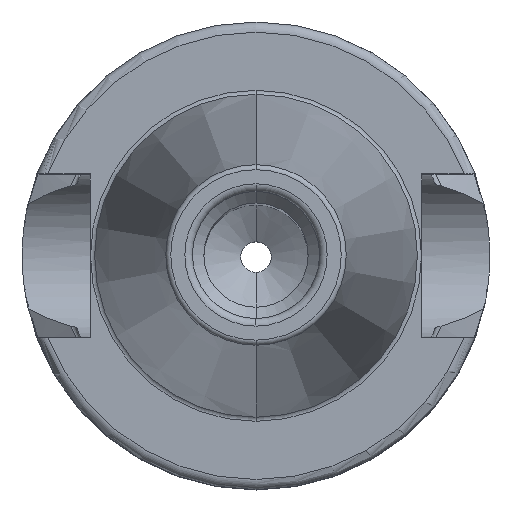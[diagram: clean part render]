
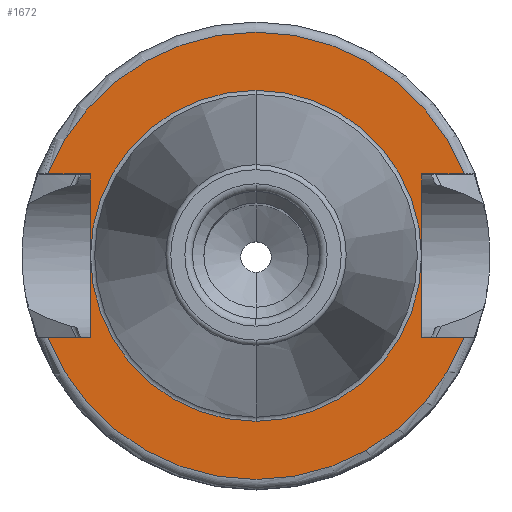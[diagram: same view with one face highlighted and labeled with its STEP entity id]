
A CAD part, top view. The second image highlights one B-rep face of the part: STEP entity #1672.
In plain terms, the highlighted planar face has unit normal (0, 0, 1).
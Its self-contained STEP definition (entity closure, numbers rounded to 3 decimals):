
#500=DIRECTION('',(1,0,0));
#501=VECTOR('',#500,4.174);
#502=CARTESIAN_POINT('',(-20.474,-8.05,20));
#503=LINE('',#502,#501);
#504=DIRECTION('',(0,1,0));
#505=VECTOR('',#504,16.1);
#506=CARTESIAN_POINT('',(-16.3,-8.05,20));
#507=LINE('',#506,#505);
#508=DIRECTION('',(1,0,0));
#509=VECTOR('',#508,4.174);
#510=CARTESIAN_POINT('',(-20.474,8.05,20));
#511=LINE('',#510,#509);
#512=DIRECTION('',(-1,0,0));
#513=VECTOR('',#512,4.174);
#514=CARTESIAN_POINT('',(20.474,8.05,20));
#515=LINE('',#514,#513);
#516=DIRECTION('',(0,-1,0));
#517=VECTOR('',#516,16.1);
#518=CARTESIAN_POINT('',(16.3,8.05,20));
#519=LINE('',#518,#517);
#520=DIRECTION('',(-1,0,0));
#521=VECTOR('',#520,4.174);
#522=CARTESIAN_POINT('',(20.474,-8.05,20));
#523=LINE('',#522,#521);
#534=CARTESIAN_POINT('',(0,0,20));
#535=DIRECTION('',(0,0,1));
#536=DIRECTION('',(0,1,0));
#537=AXIS2_PLACEMENT_3D('',#534,#535,#536);
#539=CARTESIAN_POINT('',(0,0,20));
#540=DIRECTION('',(0,0,-1));
#541=DIRECTION('',(0,1,0));
#542=AXIS2_PLACEMENT_3D('',#539,#540,#541);
#779=CARTESIAN_POINT('',(0,0,20));
#780=DIRECTION('',(0,0,1));
#781=DIRECTION('',(-0.931,-0.366,0));
#782=AXIS2_PLACEMENT_3D('',#779,#780,#781);
#796=CARTESIAN_POINT('',(0,0,20));
#797=DIRECTION('',(0,0,1));
#798=DIRECTION('',(0.931,0.366,0));
#799=AXIS2_PLACEMENT_3D('',#796,#797,#798);
#961=CARTESIAN_POINT('',(-20.474,-8.05,20));
#962=CARTESIAN_POINT('',(-16.3,-8.05,20));
#963=VERTEX_POINT('',#961);
#964=VERTEX_POINT('',#962);
#965=CARTESIAN_POINT('',(-16.3,8.05,20));
#966=VERTEX_POINT('',#965);
#967=CARTESIAN_POINT('',(-20.474,8.05,20));
#968=VERTEX_POINT('',#967);
#969=CARTESIAN_POINT('',(16.3,8.05,20));
#970=CARTESIAN_POINT('',(16.3,-8.05,20));
#971=VERTEX_POINT('',#969);
#972=VERTEX_POINT('',#970);
#973=CARTESIAN_POINT('',(20.474,-8.05,20));
#974=VERTEX_POINT('',#973);
#975=CARTESIAN_POINT('',(20.474,8.05,20));
#976=VERTEX_POINT('',#975);
#1019=CARTESIAN_POINT('',(0,16.275,20));
#1021=VERTEX_POINT('',#1019);
#1025=CARTESIAN_POINT('',(0,-16.275,20));
#1027=VERTEX_POINT('',#1025);
#1649=CARTESIAN_POINT('',(0,0,20));
#1650=DIRECTION('',(0,0,-1));
#1651=DIRECTION('',(0,-1,0));
#1652=AXIS2_PLACEMENT_3D('',#1649,#1650,#1651);
#1653=PLANE('',#1652);
#1654=ORIENTED_EDGE('',*,*,#1640,.T.);
#1655=ORIENTED_EDGE('',*,*,#1465,.T.);
#1656=ORIENTED_EDGE('',*,*,#1484,.F.);
#1658=ORIENTED_EDGE('',*,*,#1657,.F.);
#1659=ORIENTED_EDGE('',*,*,#1565,.T.);
#1660=ORIENTED_EDGE('',*,*,#1583,.T.);
#1661=ORIENTED_EDGE('',*,*,#1600,.F.);
#1663=ORIENTED_EDGE('',*,*,#1662,.F.);
#1664=EDGE_LOOP('',(#1654,#1655,#1656,#1658,#1659,#1660,#1661,#1663));
#1665=FACE_OUTER_BOUND('',#1664,.F.);
#1667=ORIENTED_EDGE('',*,*,#1666,.T.);
#1669=ORIENTED_EDGE('',*,*,#1668,.F.);
#1670=EDGE_LOOP('',(#1667,#1669));
#1671=FACE_BOUND('',#1670,.F.);
#1672=ADVANCED_FACE('',(#1665,#1671),#1653,.F.);
#538=CIRCLE('',#537,16.275);
#543=CIRCLE('',#542,16.275);
#783=CIRCLE('',#782,22);
#800=CIRCLE('',#799,22);
#1465=EDGE_CURVE('',#964,#966,#507,.T.);
#1484=EDGE_CURVE('',#968,#966,#511,.T.);
#1565=EDGE_CURVE('',#976,#971,#515,.T.);
#1583=EDGE_CURVE('',#971,#972,#519,.T.);
#1600=EDGE_CURVE('',#974,#972,#523,.T.);
#1640=EDGE_CURVE('',#963,#964,#503,.T.);
#1657=EDGE_CURVE('',#976,#968,#800,.T.);
#1662=EDGE_CURVE('',#963,#974,#783,.T.);
#1666=EDGE_CURVE('',#1021,#1027,#538,.T.);
#1668=EDGE_CURVE('',#1021,#1027,#543,.T.);
